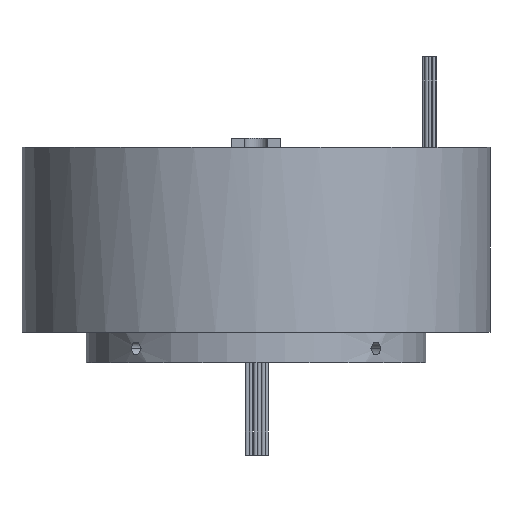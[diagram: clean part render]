
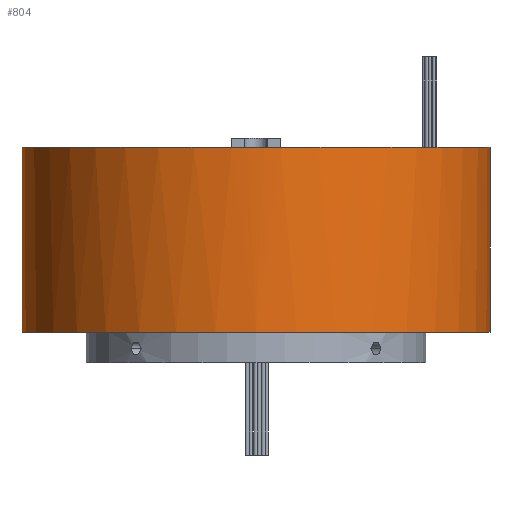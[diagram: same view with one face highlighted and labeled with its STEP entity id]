
A CAD part, front view. The second image highlights one B-rep face of the part: STEP entity #804.
In plain terms, the highlighted cylindrical face has radius 124 mm (diameter 248 mm), a partial arc.
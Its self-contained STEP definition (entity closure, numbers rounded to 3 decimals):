
#76 = AXIS2_PLACEMENT_3D ( 'NONE', #331, #2805, #685 ) ;
#124 = CARTESIAN_POINT ( 'NONE',  ( -124., 0., 114. ) ) ;
#283 = CARTESIAN_POINT ( 'NONE',  ( 124., 0., 114. ) ) ;
#331 = CARTESIAN_POINT ( 'NONE',  ( 0., 0., 114. ) ) ;
#386 = AXIS2_PLACEMENT_3D ( 'NONE', #4434, #617, #1311 ) ;
#431 = EDGE_CURVE ( 'NONE', #1702, #914, #2902, .T. ) ;
#492 = EDGE_CURVE ( 'NONE', #4023, #1074, #3494, .T. ) ;
#548 = CIRCLE ( 'NONE', #788, 124. ) ;
#585 = CARTESIAN_POINT ( 'NONE',  ( 0., 0., 114. ) ) ;
#609 = CARTESIAN_POINT ( 'NONE',  ( 13., -123.317, 114. ) ) ;
#617 = DIRECTION ( 'NONE',  ( 0., 0., -1. ) ) ;
#679 = VECTOR ( 'NONE', #2130, 1000. ) ;
#685 = DIRECTION ( 'NONE',  ( 1., 0., 0. ) ) ;
#729 = EDGE_CURVE ( 'NONE', #3661, #1702, #3364, .T. ) ;
#788 = AXIS2_PLACEMENT_3D ( 'NONE', #3510, #1392, #3844 ) ;
#804 = ADVANCED_FACE ( 'NONE', ( #1059 ), #1883, .T. ) ;
#914 = VERTEX_POINT ( 'NONE', #1480 ) ;
#919 = VECTOR ( 'NONE', #4157, 1000. ) ;
#947 = DIRECTION ( 'NONE',  ( 1., 0., 0. ) ) ;
#968 = EDGE_LOOP ( 'NONE', ( #2590, #2518, #2581, #1647, #2880, #2349 ) ) ;
#1059 = FACE_OUTER_BOUND ( 'NONE', #968, .T. ) ;
#1074 = VERTEX_POINT ( 'NONE', #3332 ) ;
#1311 = DIRECTION ( 'NONE',  ( -1., 0., 0. ) ) ;
#1392 = DIRECTION ( 'NONE',  ( 0., 0., 1. ) ) ;
#1480 = CARTESIAN_POINT ( 'NONE',  ( 124., 0., 16. ) ) ;
#1647 = ORIENTED_EDGE ( 'NONE', *, *, #2091, .F. ) ;
#1702 = VERTEX_POINT ( 'NONE', #283 ) ;
#1730 = CARTESIAN_POINT ( 'NONE',  ( 124., 0., 114. ) ) ;
#1883 = CYLINDRICAL_SURFACE ( 'NONE', #386, 124. ) ;
#2051 = EDGE_CURVE ( 'NONE', #1074, #914, #3357, .T. ) ;
#2078 = CARTESIAN_POINT ( 'NONE',  ( 0., 0., 16. ) ) ;
#2082 = EDGE_CURVE ( 'NONE', #2456, #3661, #3255, .T. ) ;
#2091 = EDGE_CURVE ( 'NONE', #4023, #2456, #548, .T. ) ;
#2130 = DIRECTION ( 'NONE',  ( 0., 0., -1. ) ) ;
#2349 = ORIENTED_EDGE ( 'NONE', *, *, #2051, .T. ) ;
#2370 = AXIS2_PLACEMENT_3D ( 'NONE', #585, #3054, #947 ) ;
#2441 = DIRECTION ( 'NONE',  ( 1., 0., 0. ) ) ;
#2456 = VERTEX_POINT ( 'NONE', #3405 ) ;
#2518 = ORIENTED_EDGE ( 'NONE', *, *, #729, .F. ) ;
#2581 = ORIENTED_EDGE ( 'NONE', *, *, #2082, .F. ) ;
#2590 = ORIENTED_EDGE ( 'NONE', *, *, #431, .F. ) ;
#2805 = DIRECTION ( 'NONE',  ( 0., 0., 1. ) ) ;
#2880 = ORIENTED_EDGE ( 'NONE', *, *, #492, .T. ) ;
#2902 = LINE ( 'NONE', #1730, #919 ) ;
#3054 = DIRECTION ( 'NONE',  ( 0., 0., 1. ) ) ;
#3255 = CIRCLE ( 'NONE', #76, 124. ) ;
#3332 = CARTESIAN_POINT ( 'NONE',  ( -124., 0., 16. ) ) ;
#3357 = CIRCLE ( 'NONE', #4362, 124. ) ;
#3364 = CIRCLE ( 'NONE', #2370, 124. ) ;
#3405 = CARTESIAN_POINT ( 'NONE',  ( -13., -123.317, 114. ) ) ;
#3494 = LINE ( 'NONE', #4188, #679 ) ;
#3510 = CARTESIAN_POINT ( 'NONE',  ( 0., 0., 114. ) ) ;
#3661 = VERTEX_POINT ( 'NONE', #609 ) ;
#3844 = DIRECTION ( 'NONE',  ( 1., 0., 0. ) ) ;
#4023 = VERTEX_POINT ( 'NONE', #124 ) ;
#4157 = DIRECTION ( 'NONE',  ( 0., 0., -1. ) ) ;
#4188 = CARTESIAN_POINT ( 'NONE',  ( -124., 0., 114. ) ) ;
#4362 = AXIS2_PLACEMENT_3D ( 'NONE', #2078, #4471, #2441 ) ;
#4434 = CARTESIAN_POINT ( 'NONE',  ( 0., 0., 114. ) ) ;
#4471 = DIRECTION ( 'NONE',  ( 0., 0., 1. ) ) ;
